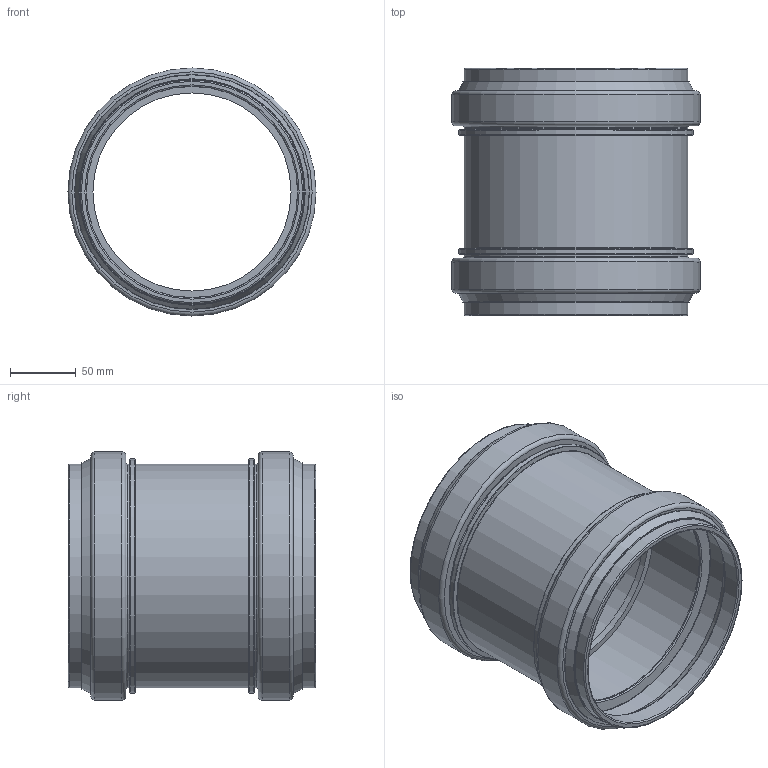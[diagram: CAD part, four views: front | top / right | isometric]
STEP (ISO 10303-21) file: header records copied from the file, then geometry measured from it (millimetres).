
FILE_DESCRIPTION(/* description */ (''),/* implementation_level */ '2;1');
FILE_NAME(/* name */ '777500 KG2000MM Doppelmuffe DN_OD 160.stp',/* time_stamp */ '2017-01-30T13:09:32+01:00',/* author */ ('user1'),/* organization */ (''),/* preprocessor_version */ 'ST-DEVELOPER v16.1',/* originating_system */ 'Autodesk Inventor 2016',/* authorisation */ '');
FILE_SCHEMA (('AUTOMOTIVE_DESIGN { 1 0 10303 214 3 1 1 }'));
Length unit declared in the file: millimetre
Products named in the file (1): 777500 KG2000MM Doppelmuffe DN_OD 160
Bounding box: 188.8 x 188 x 188.8 mm (x, y, z)
Volume: 577176.1 mm3; surface area: 247093.6 mm2
Topology: 1 solids, 1 shells, 80 faces, 148 edges, 80 vertices
Faces by surface type: torus 36, cylinder 18, cone 14, plane 12
Full cylindrical faces by diameter (mm): 150.7 x1, 160.7 x2, 161 x4, 170.1 x3, 170.4 x2, 178.1 x2, 179.4 x2, 188.8 x2
Entity records: 1632 total; most frequent: DIRECTION 322, CARTESIAN_POINT 241, AXIS2_PLACEMENT_3D 161, EDGE_LOOP 160, ORIENTED_EDGE 160, FACE_BOUND 80, FACE_OUTER_BOUND 80, CIRCLE 80
